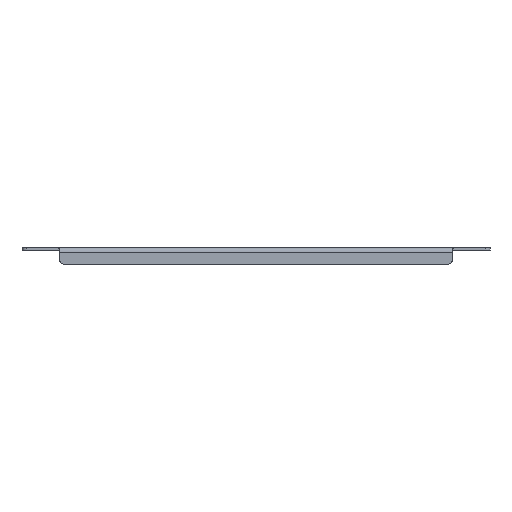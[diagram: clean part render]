
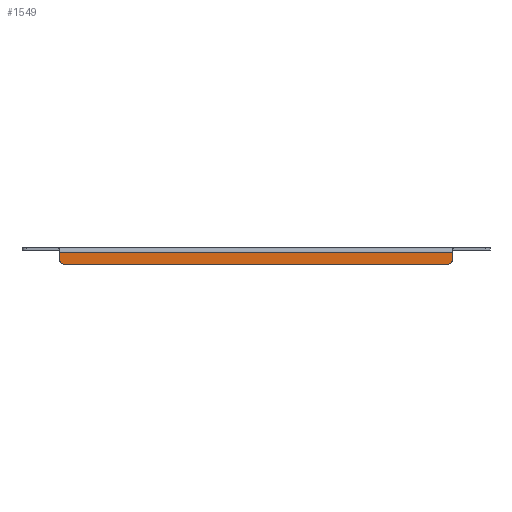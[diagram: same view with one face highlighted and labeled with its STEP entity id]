
A CAD part, left-side view. The second image highlights one B-rep face of the part: STEP entity #1549.
In plain terms, the highlighted planar face has unit normal (-1, 0, 0).
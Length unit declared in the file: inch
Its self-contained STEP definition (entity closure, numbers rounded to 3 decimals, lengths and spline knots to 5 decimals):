
#54 = CARTESIAN_POINT ( 'NONE',  ( -9.96875, 12.28125, 0. ) ) ;
#81 = CARTESIAN_POINT ( 'NONE',  ( -9.96875, 10.4375, -0.237 ) ) ;
#93 = AXIS2_PLACEMENT_3D ( 'NONE', #54, #1090, #1680 ) ;
#149 = ORIENTED_EDGE ( 'NONE', *, *, #161, .F. ) ;
#161 = EDGE_CURVE ( 'NONE', #984, #1335, #1728, .T. ) ;
#175 = AXIS2_PLACEMENT_3D ( 'NONE', #1509, #1356, #745 ) ;
#189 = DIRECTION ( 'NONE',  ( 0., 0., 1. ) ) ;
#216 = VECTOR ( 'NONE', #1516, 39.37008 ) ;
#232 = CARTESIAN_POINT ( 'NONE',  ( -9.96875, 10.1875, -0.875 ) ) ;
#271 = ORIENTED_EDGE ( 'NONE', *, *, #317, .F. ) ;
#317 = EDGE_CURVE ( 'NONE', #1359, #639, #978, .T. ) ;
#397 = VECTOR ( 'NONE', #1623, 39.37008 ) ;
#494 = CARTESIAN_POINT ( 'NONE',  ( -9.96875, -10.1875, -0.875 ) ) ;
#542 = CARTESIAN_POINT ( 'NONE',  ( -9.96875, 10.4375, -0.556 ) ) ;
#564 = LINE ( 'NONE', #1175, #216 ) ;
#639 = VERTEX_POINT ( 'NONE', #1476 ) ;
#644 = ORIENTED_EDGE ( 'NONE', *, *, #936, .F. ) ;
#692 = DIRECTION ( 'NONE',  ( 0., 0., 1. ) ) ;
#700 = AXIS2_PLACEMENT_3D ( 'NONE', #940, #1548, #189 ) ;
#745 = DIRECTION ( 'NONE',  ( 0., 0., 1. ) ) ;
#918 = PLANE ( 'NONE',  #93 ) ;
#936 = EDGE_CURVE ( 'NONE', #1335, #1359, #1612, .T. ) ;
#940 = CARTESIAN_POINT ( 'NONE',  ( -9.96875, 10.1875, -0.625 ) ) ;
#978 = LINE ( 'NONE', #1440, #397 ) ;
#984 = VERTEX_POINT ( 'NONE', #232 ) ;
#1090 = DIRECTION ( 'NONE',  ( -1., 0., 0. ) ) ;
#1152 = CARTESIAN_POINT ( 'NONE',  ( -9.96875, 10.4375, -0.625 ) ) ;
#1173 = EDGE_CURVE ( 'NONE', #1854, #1506, #1641, .T. ) ;
#1175 = CARTESIAN_POINT ( 'NONE',  ( -9.96875, -10.4375, -0.556 ) ) ;
#1216 = VECTOR ( 'NONE', #692, 39.37008 ) ;
#1225 = FACE_OUTER_BOUND ( 'NONE', #1850, .T. ) ;
#1335 = VERTEX_POINT ( 'NONE', #1152 ) ;
#1356 = DIRECTION ( 'NONE',  ( 1., 0., 0. ) ) ;
#1359 = VERTEX_POINT ( 'NONE', #81 ) ;
#1440 = CARTESIAN_POINT ( 'NONE',  ( -9.96875, -10.4375, -0.237 ) ) ;
#1458 = DIRECTION ( 'NONE',  ( 0., 1., 0. ) ) ;
#1476 = CARTESIAN_POINT ( 'NONE',  ( -9.96875, -10.4375, -0.237 ) ) ;
#1496 = ORIENTED_EDGE ( 'NONE', *, *, #1758, .F. ) ;
#1506 = VERTEX_POINT ( 'NONE', #494 ) ;
#1509 = CARTESIAN_POINT ( 'NONE',  ( -9.96875, -10.1875, -0.625 ) ) ;
#1512 = ORIENTED_EDGE ( 'NONE', *, *, #1898, .F. ) ;
#1516 = DIRECTION ( 'NONE',  ( 0., 0., -1. ) ) ;
#1548 = DIRECTION ( 'NONE',  ( 1., 0., 0. ) ) ;
#1549 = ADVANCED_FACE ( 'NONE', ( #1225 ), #918, .T. ) ;
#1558 = CARTESIAN_POINT ( 'NONE',  ( -9.96875, -10.4375, -0.625 ) ) ;
#1612 = LINE ( 'NONE', #542, #1216 ) ;
#1623 = DIRECTION ( 'NONE',  ( 0., -1., 0. ) ) ;
#1641 = CIRCLE ( 'NONE', #175, 0.25 ) ;
#1680 = DIRECTION ( 'NONE',  ( 0., 0., 1. ) ) ;
#1728 = CIRCLE ( 'NONE', #700, 0.25 ) ;
#1731 = CARTESIAN_POINT ( 'NONE',  ( -9.96875, 0., -0.875 ) ) ;
#1758 = EDGE_CURVE ( 'NONE', #639, #1854, #564, .T. ) ;
#1761 = ORIENTED_EDGE ( 'NONE', *, *, #1173, .F. ) ;
#1850 = EDGE_LOOP ( 'NONE', ( #644, #149, #1512, #1761, #1496, #271 ) ) ;
#1854 = VERTEX_POINT ( 'NONE', #1558 ) ;
#1878 = LINE ( 'NONE', #1731, #1894 ) ;
#1894 = VECTOR ( 'NONE', #1458, 39.37008 ) ;
#1898 = EDGE_CURVE ( 'NONE', #1506, #984, #1878, .T. ) ;
